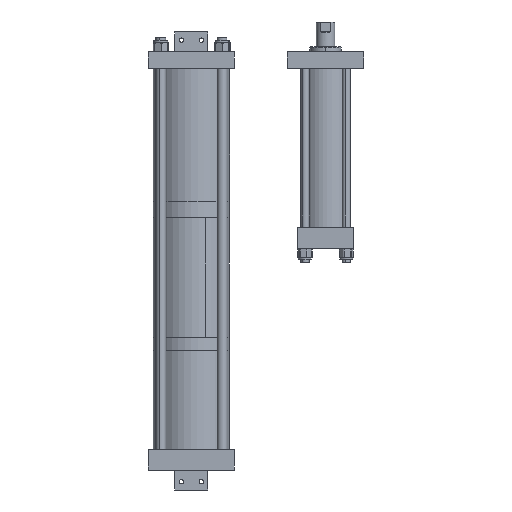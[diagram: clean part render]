
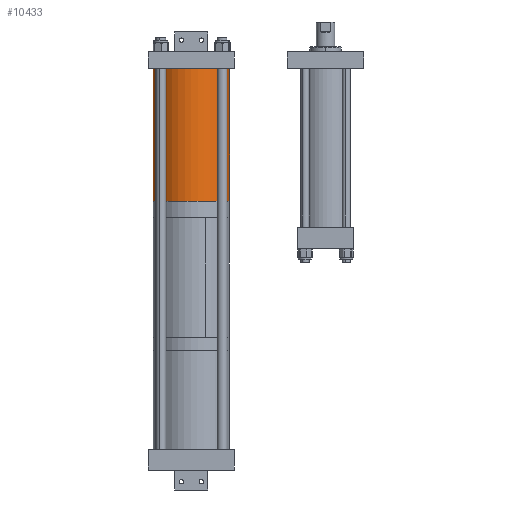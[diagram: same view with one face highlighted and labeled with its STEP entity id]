
A CAD part, front view. The second image highlights one B-rep face of the part: STEP entity #10433.
In plain terms, the highlighted cylindrical face has radius 73.025 mm (diameter 146.05 mm), a partial arc.
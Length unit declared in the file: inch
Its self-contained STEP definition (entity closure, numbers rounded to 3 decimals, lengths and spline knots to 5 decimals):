
#576 = CARTESIAN_POINT ( 'NONE',  ( -2.875, 0., 0. ) ) ;
#843 = DIRECTION ( 'NONE',  ( 0., 0., -1. ) ) ;
#1208 = EDGE_CURVE ( 'NONE', #3174, #9058, #15065, .T. ) ;
#1311 = ORIENTED_EDGE ( 'NONE', *, *, #1208, .F. ) ;
#1674 = LINE ( 'NONE', #14655, #6878 ) ;
#2115 = LINE ( 'NONE', #10075, #3324 ) ;
#2194 = CARTESIAN_POINT ( 'NONE',  ( 2.875, 0., 10.035 ) ) ;
#2348 = FACE_OUTER_BOUND ( 'NONE', #10213, .T. ) ;
#2593 = VERTEX_POINT ( 'NONE', #9569 ) ;
#3174 = VERTEX_POINT ( 'NONE', #16266 ) ;
#3324 = VECTOR ( 'NONE', #13895, 39.37008 ) ;
#3342 = CARTESIAN_POINT ( 'NONE',  ( 0., 0., 10.035 ) ) ;
#3568 = CIRCLE ( 'NONE', #6976, 2.875 ) ;
#3727 = DIRECTION ( 'NONE',  ( 1., 0., 0. ) ) ;
#5145 = CYLINDRICAL_SURFACE ( 'NONE', #6653, 2.875 ) ;
#5629 = ORIENTED_EDGE ( 'NONE', *, *, #7483, .T. ) ;
#6515 = DIRECTION ( 'NONE',  ( 1., 0., 0. ) ) ;
#6653 = AXIS2_PLACEMENT_3D ( 'NONE', #3342, #843, #8433 ) ;
#6878 = VECTOR ( 'NONE', #10835, 39.37008 ) ;
#6976 = AXIS2_PLACEMENT_3D ( 'NONE', #7467, #13876, #3727 ) ;
#7467 = CARTESIAN_POINT ( 'NONE',  ( 0., 0., 0. ) ) ;
#7483 = EDGE_CURVE ( 'NONE', #3174, #15223, #2115, .T. ) ;
#8433 = DIRECTION ( 'NONE',  ( -1., 0., 0. ) ) ;
#8826 = ORIENTED_EDGE ( 'NONE', *, *, #8845, .F. ) ;
#8845 = EDGE_CURVE ( 'NONE', #9058, #2593, #1674, .T. ) ;
#9058 = VERTEX_POINT ( 'NONE', #2194 ) ;
#9569 = CARTESIAN_POINT ( 'NONE',  ( 2.875, 0., 0. ) ) ;
#10075 = CARTESIAN_POINT ( 'NONE',  ( -2.875, 0., 10.035 ) ) ;
#10213 = EDGE_LOOP ( 'NONE', ( #8826, #1311, #5629, #14971 ) ) ;
#10433 = ADVANCED_FACE ( 'NONE', ( #2348 ), #5145, .T. ) ;
#10835 = DIRECTION ( 'NONE',  ( 0., 0., -1. ) ) ;
#10994 = AXIS2_PLACEMENT_3D ( 'NONE', #12898, #14199, #6515 ) ;
#12898 = CARTESIAN_POINT ( 'NONE',  ( 0., 0., 10.035 ) ) ;
#13876 = DIRECTION ( 'NONE',  ( 0., 0., 1. ) ) ;
#13895 = DIRECTION ( 'NONE',  ( 0., 0., -1. ) ) ;
#14199 = DIRECTION ( 'NONE',  ( 0., 0., 1. ) ) ;
#14655 = CARTESIAN_POINT ( 'NONE',  ( 2.875, 0., 10.035 ) ) ;
#14971 = ORIENTED_EDGE ( 'NONE', *, *, #15439, .T. ) ;
#15065 = CIRCLE ( 'NONE', #10994, 2.875 ) ;
#15223 = VERTEX_POINT ( 'NONE', #576 ) ;
#15439 = EDGE_CURVE ( 'NONE', #15223, #2593, #3568, .T. ) ;
#16266 = CARTESIAN_POINT ( 'NONE',  ( -2.875, 0., 10.035 ) ) ;
